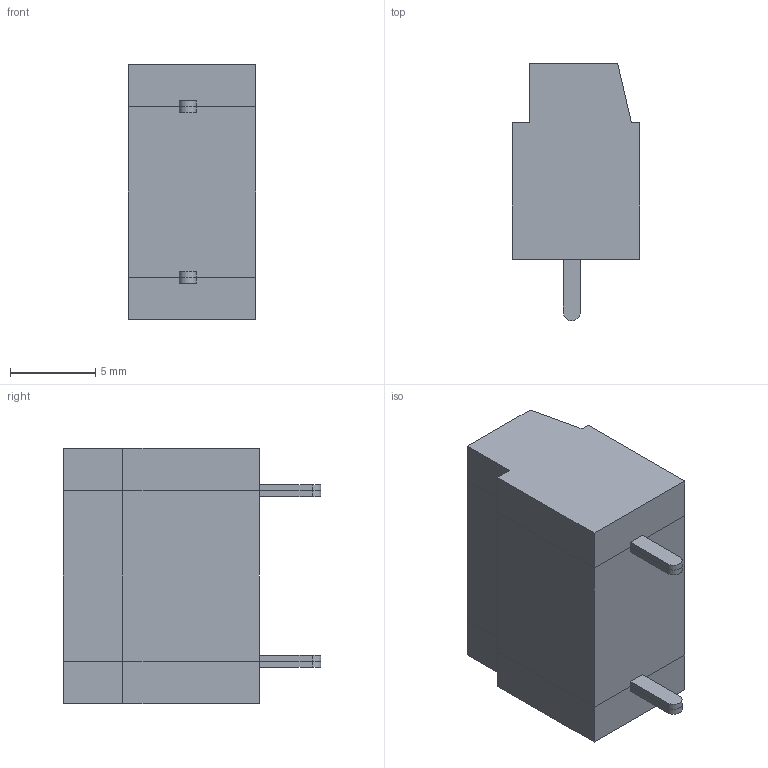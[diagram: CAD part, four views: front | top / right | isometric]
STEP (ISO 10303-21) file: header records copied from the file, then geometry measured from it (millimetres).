
FILE_DESCRIPTION( ( 'Unknown' ), '1' );
FILE_NAME( '691137810002.stp', 'Unknown', ( 'Unknown' ), ( 'Unknown' ), 'PSStep 17.0.49', 'Unknown', ' ' );
FILE_SCHEMA( ( 'AUTOMOTIVE_DESIGN { 1 0 10303 214 1 1 1 1 }' ) );
Length unit declared in the file: millimetre
Products named in the file (4): Assem1; MRT12P10_DX; MRT12P10_CNT; MRT12P10_SX
Assembly tree (3 placements, depth 2):
  Assem1
    MRT12P10_DX
    MRT12P10_CNT
    MRT12P10_SX
Bounding box: 7.5 x 15.1 x 15 mm (x, y, z)
Volume: 742.7 mm3; surface area: 1812.9 mm2
Topology: 3 solids, 3 shells, 247 faces, 753 edges, 494 vertices
Faces by surface type: plane 191, cylinder 56
Full cylindrical faces by diameter (mm): 2.45 x1, 3.7 x1
Entity records: 10545 total; most frequent: CARTESIAN_POINT 1604, ORIENTED_EDGE 1502, DIRECTION 1381, EDGE_CURVE 751, LINE 619, VECTOR 619, VERTEX_POINT 494, AXIS2_PLACEMENT_3D 381
